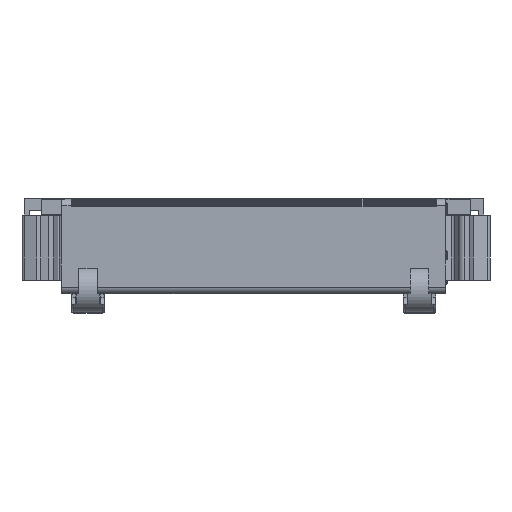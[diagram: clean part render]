
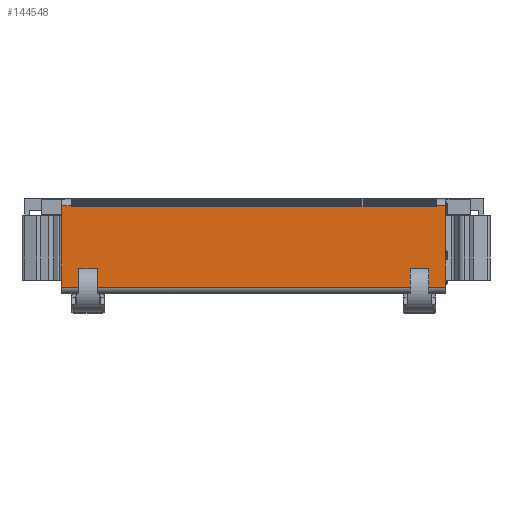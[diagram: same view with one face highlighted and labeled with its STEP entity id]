
A CAD part, left-side view. The second image highlights one B-rep face of the part: STEP entity #144548.
In plain terms, the highlighted planar face has unit normal (-1, 0, 0).
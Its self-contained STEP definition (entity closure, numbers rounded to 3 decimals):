
#11813=LINE('',#218757,#23044);
#12016=LINE('',#219241,#23247);
#12017=LINE('',#219247,#23248);
#12018=LINE('',#219251,#23249);
#12019=LINE('',#219255,#23250);
#12021=LINE('',#219259,#23252);
#12023=LINE('',#219263,#23254);
#12024=LINE('',#219267,#23255);
#12032=LINE('',#219286,#23263);
#12037=LINE('',#219314,#23268);
#12058=LINE('',#219415,#23289);
#12073=LINE('',#219447,#23304);
#12074=LINE('',#219452,#23305);
#12075=LINE('',#219454,#23306);
#12076=LINE('',#219456,#23307);
#12077=LINE('',#219458,#23308);
#23044=VECTOR('',#171421,1000.);
#23247=VECTOR('',#171862,1000.);
#23248=VECTOR('',#171869,1000.);
#23249=VECTOR('',#171874,1000.);
#23250=VECTOR('',#171879,1000.);
#23252=VECTOR('',#171883,1000.);
#23254=VECTOR('',#171887,1000.);
#23255=VECTOR('',#171892,1000.);
#23263=VECTOR('',#171910,1000.);
#23268=VECTOR('',#171939,1000.);
#23289=VECTOR('',#171998,1000.);
#23304=VECTOR('',#172039,1000.);
#23305=VECTOR('',#172046,1000.);
#23306=VECTOR('',#172047,1000.);
#23307=VECTOR('',#172048,1000.);
#23308=VECTOR('',#172049,1000.);
#47679=ORIENTED_EDGE('',*,*,#68419,.F.);
#47680=ORIENTED_EDGE('',*,*,#68176,.T.);
#47681=ORIENTED_EDGE('',*,*,#68512,.T.);
#47682=ORIENTED_EDGE('',*,*,#68514,.F.);
#47683=ORIENTED_EDGE('',*,*,#68515,.T.);
#47684=ORIENTED_EDGE('',*,*,#68516,.T.);
#47685=ORIENTED_EDGE('',*,*,#68517,.F.);
#47686=ORIENTED_EDGE('',*,*,#68496,.F.);
#47687=ORIENTED_EDGE('',*,*,#68443,.F.);
#47688=ORIENTED_EDGE('',*,*,#68432,.T.);
#47689=ORIENTED_EDGE('',*,*,#68430,.T.);
#47690=ORIENTED_EDGE('',*,*,#68428,.F.);
#47691=ORIENTED_EDGE('',*,*,#68426,.F.);
#47692=ORIENTED_EDGE('',*,*,#68424,.F.);
#47693=ORIENTED_EDGE('',*,*,#68458,.T.);
#47694=ORIENTED_EDGE('',*,*,#68422,.F.);
#68176=EDGE_CURVE('',#80088,#80089,#11813,.T.);
#68419=EDGE_CURVE('',#80088,#80214,#12016,.T.);
#68422=EDGE_CURVE('',#80214,#80215,#12017,.T.);
#68424=EDGE_CURVE('',#80216,#80217,#12018,.T.);
#68426=EDGE_CURVE('',#80217,#80218,#12019,.T.);
#68428=EDGE_CURVE('',#80218,#80219,#12021,.T.);
#68430=EDGE_CURVE('',#80220,#80219,#12023,.T.);
#68432=EDGE_CURVE('',#80221,#80220,#12024,.T.);
#68443=EDGE_CURVE('',#80221,#80227,#12032,.T.);
#68458=EDGE_CURVE('',#80216,#80215,#12037,.T.);
#68496=EDGE_CURVE('',#80227,#80267,#12058,.T.);
#68512=EDGE_CURVE('',#80089,#80271,#12073,.T.);
#68514=EDGE_CURVE('',#80272,#80271,#12074,.T.);
#68515=EDGE_CURVE('',#80272,#80273,#12075,.T.);
#68516=EDGE_CURVE('',#80273,#80274,#12076,.T.);
#68517=EDGE_CURVE('',#80267,#80274,#12077,.T.);
#80088=VERTEX_POINT('',#218758);
#80089=VERTEX_POINT('',#218759);
#80214=VERTEX_POINT('',#219242);
#80215=VERTEX_POINT('',#219246);
#80216=VERTEX_POINT('',#219250);
#80217=VERTEX_POINT('',#219252);
#80218=VERTEX_POINT('',#219256);
#80219=VERTEX_POINT('',#219260);
#80220=VERTEX_POINT('',#219264);
#80221=VERTEX_POINT('',#219268);
#80227=VERTEX_POINT('',#219287);
#80267=VERTEX_POINT('',#219416);
#80271=VERTEX_POINT('',#219448);
#80272=VERTEX_POINT('',#219453);
#80273=VERTEX_POINT('',#219455);
#80274=VERTEX_POINT('',#219457);
#89452=EDGE_LOOP('',(#47679,#47680,#47681,#47682,#47683,#47684,#47685,#47686,
#47687,#47688,#47689,#47690,#47691,#47692,#47693,#47694));
#95619=FACE_BOUND('',#89452,.T.);
#100031=PLANE('',#151720);
#144548=ADVANCED_FACE('',(#95619),#100031,.T.);
#151720=AXIS2_PLACEMENT_3D('',#219451,#172044,#172045);
#171421=DIRECTION('',(0.,-1.,0.));
#171862=DIRECTION('',(0.,0.,-1.));
#171869=DIRECTION('',(0.,1.,0.));
#171874=DIRECTION('',(0.,-1.,0.));
#171879=DIRECTION('',(0.,0.,-1.));
#171883=DIRECTION('',(0.,-1.,0.));
#171887=DIRECTION('',(0.,0.,-1.));
#171892=DIRECTION('',(0.,1.,0.));
#171910=DIRECTION('',(0.,0.,-1.));
#171939=DIRECTION('',(0.,0.,-1.));
#171998=DIRECTION('',(0.,1.,0.));
#172039=DIRECTION('',(0.,0.,-1.));
#172044=DIRECTION('',(-1.,0.,0.));
#172045=DIRECTION('',(0.,0.,1.));
#172046=DIRECTION('',(0.,1.,0.));
#172047=DIRECTION('',(0.,0.,1.));
#172048=DIRECTION('',(0.,-1.,0.));
#172049=DIRECTION('',(0.,0.,1.));
#218757=CARTESIAN_POINT('',(-13.075,50.537,-10.671));
#218758=CARTESIAN_POINT('',(-13.075,49.437,-10.671));
#218759=CARTESIAN_POINT('',(-13.075,46.637,-10.671));
#219241=CARTESIAN_POINT('',(-13.075,49.437,0.));
#219242=CARTESIAN_POINT('',(-13.075,49.437,-13.45));
#219246=CARTESIAN_POINT('',(-13.075,52.1,-13.45));
#219247=CARTESIAN_POINT('',(-13.075,45.52,-13.45));
#219250=CARTESIAN_POINT('',(-13.075,52.1,-1.));
#219251=CARTESIAN_POINT('',(-13.075,52.1,-1.));
#219252=CARTESIAN_POINT('',(-13.075,50.6,-1.));
#219255=CARTESIAN_POINT('',(-13.075,50.6,-13.45));
#219256=CARTESIAN_POINT('',(-13.075,50.6,-1.086));
#219259=CARTESIAN_POINT('',(-13.075,60.916,-1.086));
#219260=CARTESIAN_POINT('',(-13.075,-5.28,-1.086));
#219263=CARTESIAN_POINT('',(-13.075,-5.28,-1.));
#219264=CARTESIAN_POINT('',(-13.075,-5.28,-1.));
#219267=CARTESIAN_POINT('',(-13.075,-6.78,-1.));
#219268=CARTESIAN_POINT('',(-13.075,-6.78,-1.));
#219286=CARTESIAN_POINT('',(-13.075,-6.78,-1.));
#219287=CARTESIAN_POINT('',(-13.075,-6.78,-13.45));
#219314=CARTESIAN_POINT('',(-13.075,52.1,-1.));
#219415=CARTESIAN_POINT('',(-13.075,30.28,-13.45));
#219416=CARTESIAN_POINT('',(-13.075,-4.117,-13.45));
#219447=CARTESIAN_POINT('',(-13.075,46.637,0.));
#219448=CARTESIAN_POINT('',(-13.075,46.637,-13.45));
#219451=CARTESIAN_POINT('',(-13.075,35.36,0.));
#219452=CARTESIAN_POINT('',(-13.075,30.28,-13.45));
#219453=CARTESIAN_POINT('',(-13.075,-1.317,-13.45));
#219454=CARTESIAN_POINT('',(-13.075,-1.317,-14.45));
#219455=CARTESIAN_POINT('',(-13.075,-1.317,-10.671));
#219456=CARTESIAN_POINT('',(-13.075,-0.217,-10.671));
#219457=CARTESIAN_POINT('',(-13.075,-4.117,-10.671));
#219458=CARTESIAN_POINT('',(-13.075,-4.117,-14.45));
